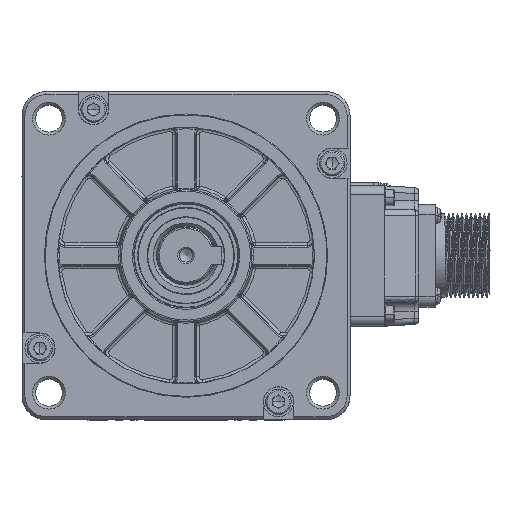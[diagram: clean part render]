
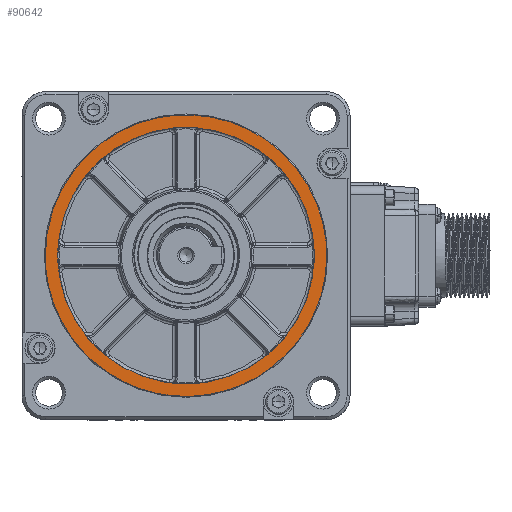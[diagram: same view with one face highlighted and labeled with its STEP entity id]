
A CAD part, top view. The second image highlights one B-rep face of the part: STEP entity #90642.
In plain terms, the highlighted planar face has unit normal (0, 0, 1).
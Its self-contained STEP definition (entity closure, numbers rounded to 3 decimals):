
#89072=CARTESIAN_POINT('',(-65.384,783.61,-260.));
#89073=VERTEX_POINT('',#89072);
#89083=CARTESIAN_POINT('',(-65.384,783.61,-260.));
#89084=CARTESIAN_POINT('',(-65.384,830.81,-260.));
#89085=CARTESIAN_POINT('',(-18.184,830.81,-260.));
#89086=CARTESIAN_POINT('',(29.016,830.81,-260.));
#89087=CARTESIAN_POINT('',(29.016,783.61,-260.));
#89088=CARTESIAN_POINT('',(29.016,778.961,-260.));
#89089=CARTESIAN_POINT('',(28.109,774.401,-260.));
#89090=CARTESIAN_POINT('',(27.202,769.842,-260.));
#89091=CARTESIAN_POINT('',(25.423,765.547,-260.));
#89092=CARTESIAN_POINT('',(23.644,761.252,-260.));
#89093=CARTESIAN_POINT('',(21.061,757.387,-260.));
#89094=CARTESIAN_POINT('',(18.479,753.521,-260.));
#89095=CARTESIAN_POINT('',(15.191,750.234,-260.));
#89096=CARTESIAN_POINT('',(11.904,746.947,-260.));
#89097=CARTESIAN_POINT('',(8.039,744.364,-260.));
#89098=CARTESIAN_POINT('',(4.174,741.782,-260.));
#89099=CARTESIAN_POINT('',(-0.121,740.003,-260.));
#89100=CARTESIAN_POINT('',(-4.416,738.224,-260.));
#89101=CARTESIAN_POINT('',(-8.976,737.317,-260.));
#89102=CARTESIAN_POINT('',(-13.535,736.41,-260.));
#89103=CARTESIAN_POINT('',(-18.184,736.41,-260.));
#89104=CARTESIAN_POINT('',(-22.833,736.41,-260.));
#89105=CARTESIAN_POINT('',(-27.392,737.317,-260.));
#89106=CARTESIAN_POINT('',(-31.952,738.224,-260.));
#89107=CARTESIAN_POINT('',(-36.247,740.003,-260.));
#89108=CARTESIAN_POINT('',(-40.542,741.782,-260.));
#89109=CARTESIAN_POINT('',(-44.407,744.364,-260.));
#89110=CARTESIAN_POINT('',(-48.272,746.947,-260.));
#89111=CARTESIAN_POINT('',(-51.559,750.234,-260.));
#89112=CARTESIAN_POINT('',(-54.847,753.521,-260.));
#89113=CARTESIAN_POINT('',(-57.429,757.387,-260.));
#89114=CARTESIAN_POINT('',(-60.012,761.252,-260.));
#89115=CARTESIAN_POINT('',(-61.791,765.547,-260.));
#89116=CARTESIAN_POINT('',(-63.57,769.842,-260.));
#89117=CARTESIAN_POINT('',(-64.477,774.401,-260.));
#89118=CARTESIAN_POINT('',(-65.384,778.961,-260.));
#89119=CARTESIAN_POINT('',(-65.384,783.61,-260.));
#89120=(BOUNDED_CURVE()B_SPLINE_CURVE(2,(#89083,#89084,#89085,#89086,#89087,#89088,#89089,#89090,#89091,#89092,#89093,#89094,#89095,#89096,#89097,#89098,#89099,#89100,#89101,#89102,#89103,#89104,#89105,#89106,#89107,#89108,#89109,#89110,#89111,#89112,#89113,#89114,#89115,#89116,#89117,#89118,#89119),.UNSPECIFIED.,.T.,.U.)B_SPLINE_CURVE_WITH_KNOTS((3,2,2,2,2,2,2,2,2,2,2,2,2,2,2,2,2,2,3),(0.,0.5,1.,1.07,1.139,1.209,1.279,1.348,1.418,1.488,1.557,1.627,1.696,1.766,1.836,1.905,1.975,2.045,2.114),.UNSPECIFIED.)CURVE()GEOMETRIC_REPRESENTATION_ITEM()RATIONAL_B_SPLINE_CURVE((1.,0.707,1.,0.707,1.,1.,1.,1.,1.,1.,1.,1.,1.,1.,1.,1.,1.,1.,1.,1.,1.,1.,1.,1.,1.,1.,1.,1.,1.,1.,1.,1.,1.,1.,1.,1.,1.))REPRESENTATION_ITEM(''));
#89121=EDGE_CURVE('',#89073,#89073,#89120,.T.);
#90585=CARTESIAN_POINT('',(-18.184,783.61,-260.));
#90586=DIRECTION('',(1.,0.,0.));
#90587=DIRECTION('',(0.,0.,1.));
#90588=AXIS2_PLACEMENT_3D('',#90585,#90587,#90586);
#90589=PLANE('',#90588);
#90590=ORIENTED_EDGE('',*,*,#89121,.F.);
#90591=EDGE_LOOP('',(#90590));
#90592=FACE_OUTER_BOUND('',#90591,.T.);
#90593=CARTESIAN_POINT('',(-61.184,783.61,-260.));
#90594=VERTEX_POINT('',#90593);
#90595=CARTESIAN_POINT('',(24.816,783.61,-260.));
#90596=VERTEX_POINT('',#90595);
#90597=CARTESIAN_POINT('',(-61.184,783.61,-260.));
#90598=CARTESIAN_POINT('',(-61.184,787.845,-260.));
#90599=CARTESIAN_POINT('',(-60.358,791.999,-260.));
#90600=CARTESIAN_POINT('',(-59.532,796.152,-260.));
#90601=CARTESIAN_POINT('',(-57.911,800.065,-260.));
#90602=CARTESIAN_POINT('',(-56.29,803.978,-260.));
#90603=CARTESIAN_POINT('',(-53.937,807.499,-260.));
#90604=CARTESIAN_POINT('',(-51.584,811.021,-260.));
#90605=CARTESIAN_POINT('',(-48.59,814.015,-260.));
#90606=CARTESIAN_POINT('',(-45.595,817.01,-260.));
#90607=CARTESIAN_POINT('',(-42.074,819.363,-260.));
#90608=CARTESIAN_POINT('',(-38.552,821.716,-260.));
#90609=CARTESIAN_POINT('',(-34.639,823.336,-260.));
#90610=CARTESIAN_POINT('',(-30.727,824.957,-260.));
#90611=CARTESIAN_POINT('',(-26.573,825.783,-260.));
#90612=CARTESIAN_POINT('',(-22.419,826.61,-260.));
#90613=CARTESIAN_POINT('',(-18.184,826.61,-260.));
#90614=CARTESIAN_POINT('',(-13.949,826.61,-260.));
#90615=CARTESIAN_POINT('',(-9.795,825.783,-260.));
#90616=CARTESIAN_POINT('',(-5.641,824.957,-260.));
#90617=CARTESIAN_POINT('',(-1.729,823.336,-260.));
#90618=CARTESIAN_POINT('',(2.184,821.716,-260.));
#90619=CARTESIAN_POINT('',(5.705,819.363,-260.));
#90620=CARTESIAN_POINT('',(9.227,817.01,-260.));
#90621=CARTESIAN_POINT('',(12.222,814.015,-260.));
#90622=CARTESIAN_POINT('',(15.216,811.021,-260.));
#90623=CARTESIAN_POINT('',(17.569,807.499,-260.));
#90624=CARTESIAN_POINT('',(19.922,803.978,-260.));
#90625=CARTESIAN_POINT('',(21.543,800.065,-260.));
#90626=CARTESIAN_POINT('',(23.163,796.152,-260.));
#90627=CARTESIAN_POINT('',(23.99,791.999,-260.));
#90628=CARTESIAN_POINT('',(24.816,787.845,-260.));
#90629=CARTESIAN_POINT('',(24.816,783.61,-260.));
#90630=B_SPLINE_CURVE_WITH_KNOTS('',2,(#90597,#90598,#90599,#90600,#90601,#90602,#90603,#90604,#90605,#90606,#90607,#90608,#90609,#90610,#90611,#90612,#90613,#90614,#90615,#90616,#90617,#90618,#90619,#90620,#90621,#90622,#90623,#90624,#90625,#90626,#90627,#90628,#90629),.UNSPECIFIED.,.F.,.U.,(3,2,2,2,2,2,2,2,2,2,2,2,2,2,2,2,3),(0.5,0.531,0.563,0.594,0.625,0.656,0.688,0.719,0.75,0.781,0.813,0.844,0.875,0.906,0.938,0.969,1.),.UNSPECIFIED.);
#90631=EDGE_CURVE('',#90594,#90596,#90630,.T.);
#90632=ORIENTED_EDGE('',*,*,#90631,.T.);
#90633=CARTESIAN_POINT('',(-18.184,783.61,-260.));
#90634=DIRECTION('',(1.,0.,0.));
#90635=DIRECTION('',(0.,0.,-1.));
#90636=AXIS2_PLACEMENT_3D('',#90633,#90635,#90634);
#90637=CIRCLE('',#90636,43.);
#90638=EDGE_CURVE('',#90596,#90594,#90637,.T.);
#90639=ORIENTED_EDGE('',*,*,#90638,.T.);
#90640=EDGE_LOOP('',(#90632,#90639));
#90641=FACE_BOUND('',#90640,.T.);
#90642=ADVANCED_FACE('',(#90592,#90641),#90589,.T.);
